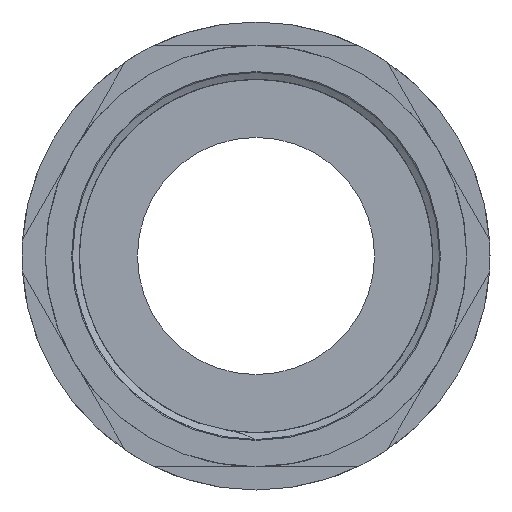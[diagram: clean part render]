
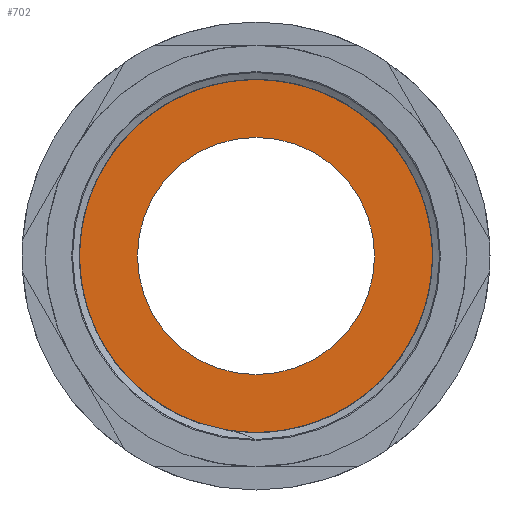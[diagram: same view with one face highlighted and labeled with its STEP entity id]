
A CAD part, left-side view. The second image highlights one B-rep face of the part: STEP entity #702.
In plain terms, the highlighted planar face has unit normal (-1, 0, 0).
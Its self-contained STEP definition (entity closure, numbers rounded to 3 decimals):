
#16=FACE_BOUND('',#157,.T.);
#30=PLANE('',#755);
#59=CIRCLE('',#747,19.315);
#61=CIRCLE('',#756,20.076);
#62=CIRCLE('',#757,12.975);
#110=FACE_OUTER_BOUND('',#156,.T.);
#156=EDGE_LOOP('',(#532,#533,#534,#535));
#157=EDGE_LOOP('',(#536));
#294=B_SPLINE_CURVE_WITH_KNOTS('',3,(#1711,#1712,#1713,#1714,#1715,#1716,
#1717,#1718,#1719,#1720,#1721,#1722,#1723),.UNSPECIFIED.,.F.,.F.,(4,3,3,
3,4),(0.,0.989,1.969,2.939,3.684),
 .UNSPECIFIED.);
#310=B_SPLINE_CURVE_WITH_KNOTS('',3,(#4128,#4129,#4130,#4131,#4132,#4133,
#4134,#4135,#4136,#4137,#4138,#4139,#4140),.UNSPECIFIED.,.F.,.F.,(4,3,3,
3,4),(0.,0.972,1.954,2.946,3.681),
 .UNSPECIFIED.);
#315=VERTEX_POINT('',#1583);
#316=VERTEX_POINT('',#1710);
#318=VERTEX_POINT('',#1856);
#332=VERTEX_POINT('',#3775);
#333=VERTEX_POINT('',#4143);
#382=EDGE_CURVE('',#316,#315,#294,.T.);
#386=EDGE_CURVE('',#315,#318,#59,.T.);
#408=EDGE_CURVE('',#318,#332,#310,.T.);
#409=EDGE_CURVE('',#316,#332,#61,.T.);
#410=EDGE_CURVE('',#333,#333,#62,.T.);
#532=ORIENTED_EDGE('',*,*,#382,.T.);
#533=ORIENTED_EDGE('',*,*,#386,.T.);
#534=ORIENTED_EDGE('',*,*,#408,.T.);
#535=ORIENTED_EDGE('',*,*,#409,.F.);
#536=ORIENTED_EDGE('',*,*,#410,.T.);
#702=ADVANCED_FACE('',(#110,#16),#30,.T.);
#747=AXIS2_PLACEMENT_3D('',#1980,#832,#833);
#755=AXIS2_PLACEMENT_3D('',#4141,#855,#856);
#756=AXIS2_PLACEMENT_3D('',#4142,#857,#858);
#757=AXIS2_PLACEMENT_3D('',#4144,#859,#860);
#832=DIRECTION('center_axis',(-1.,0.,0.));
#833=DIRECTION('ref_axis',(0.,0.,-1.));
#855=DIRECTION('center_axis',(-1.,0.,0.));
#856=DIRECTION('ref_axis',(0.,0.,1.));
#857=DIRECTION('center_axis',(1.,0.,0.));
#858=DIRECTION('ref_axis',(0.,0.,-1.));
#859=DIRECTION('center_axis',(1.,0.,0.));
#860=DIRECTION('ref_axis',(0.,0.,-1.));
#1583=CARTESIAN_POINT('',(-14.65,-11.678,15.385));
#1710=CARTESIAN_POINT('',(-14.65,-11.8,-16.242));
#1711=CARTESIAN_POINT('Ctrl Pts',(-14.65,-11.8,-16.242));
#1712=CARTESIAN_POINT('Ctrl Pts',(-14.65,-14.428,-14.25));
#1713=CARTESIAN_POINT('Ctrl Pts',(-14.65,-16.544,-11.611));
#1714=CARTESIAN_POINT('Ctrl Pts',(-14.65,-17.908,-8.624));
#1715=CARTESIAN_POINT('Ctrl Pts',(-14.65,-19.259,-5.665));
#1716=CARTESIAN_POINT('Ctrl Pts',(-14.65,-19.868,-2.36));
#1717=CARTESIAN_POINT('Ctrl Pts',(-14.65,-19.655,0.883));
#1718=CARTESIAN_POINT('Ctrl Pts',(-14.65,-19.444,4.091));
#1719=CARTESIAN_POINT('Ctrl Pts',(-14.65,-18.428,7.254));
#1720=CARTESIAN_POINT('Ctrl Pts',(-14.65,-16.717,9.988));
#1721=CARTESIAN_POINT('Ctrl Pts',(-14.65,-15.401,12.088));
#1722=CARTESIAN_POINT('Ctrl Pts',(-14.65,-13.684,13.925));
#1723=CARTESIAN_POINT('Ctrl Pts',(-14.65,-11.677,15.385));
#1856=CARTESIAN_POINT('',(-14.65,-3.619,18.973));
#1980=CARTESIAN_POINT('Origin',(-14.65,0.,0.));
#3775=CARTESIAN_POINT('',(-14.65,19.966,-2.099));
#4128=CARTESIAN_POINT('Ctrl Pts',(-14.65,-3.619,18.973));
#4129=CARTESIAN_POINT('Ctrl Pts',(-14.65,-0.451,19.647));
#4130=CARTESIAN_POINT('Ctrl Pts',(-14.65,2.872,19.508));
#4131=CARTESIAN_POINT('Ctrl Pts',(-14.65,5.964,18.587));
#4132=CARTESIAN_POINT('Ctrl Pts',(-14.65,9.09,17.656));
#4133=CARTESIAN_POINT('Ctrl Pts',(-14.65,11.982,15.92));
#4134=CARTESIAN_POINT('Ctrl Pts',(-14.65,14.279,13.607));
#4135=CARTESIAN_POINT('Ctrl Pts',(-14.65,16.598,11.272));
#4136=CARTESIAN_POINT('Ctrl Pts',(-14.65,18.324,8.341));
#4137=CARTESIAN_POINT('Ctrl Pts',(-14.65,19.246,5.168));
#4138=CARTESIAN_POINT('Ctrl Pts',(-14.65,19.93,2.814));
#4139=CARTESIAN_POINT('Ctrl Pts',(-14.65,20.17,0.346));
#4140=CARTESIAN_POINT('Ctrl Pts',(-14.65,19.966,-2.099));
#4141=CARTESIAN_POINT('Origin',(-14.65,20.076,0.));
#4142=CARTESIAN_POINT('Origin',(-14.65,0.,0.));
#4143=CARTESIAN_POINT('',(-14.65,12.975,0.));
#4144=CARTESIAN_POINT('Origin',(-14.65,0.,0.));
